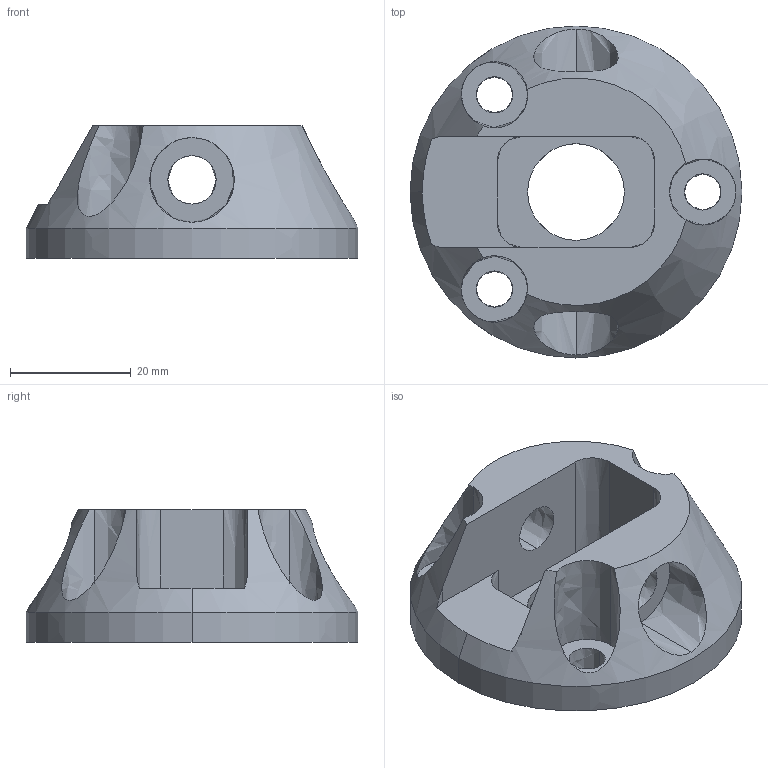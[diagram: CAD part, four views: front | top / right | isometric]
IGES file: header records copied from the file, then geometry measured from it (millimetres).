
Start section: SolidWorks IGES file using NURBS representation for surfaces
Global section: file name: AttaccoSospensione05.IGS; native system: SolidWorks 2010; preprocessor: SolidWorks 2010; author: Marco; date: 111223.134819; units: millimetre
Bounding box: 55 x 55 x 22 mm (x, y, z)
Volume: 22388.8 mm3; surface area: 9960.2 mm2
Topology: 1 solids, 1 shells, 45 faces, 120 edges, 79 vertices
Faces by surface type: bspline 45
